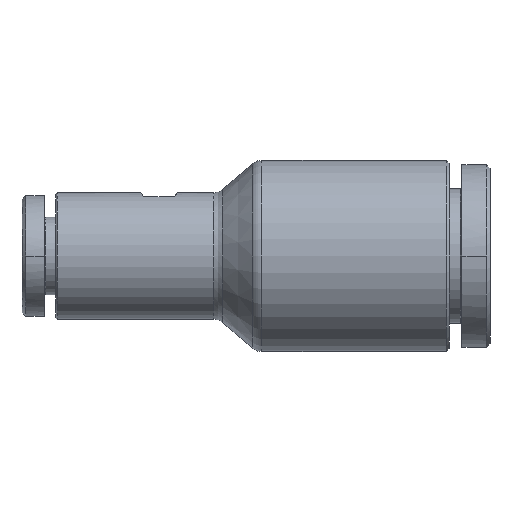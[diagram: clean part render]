
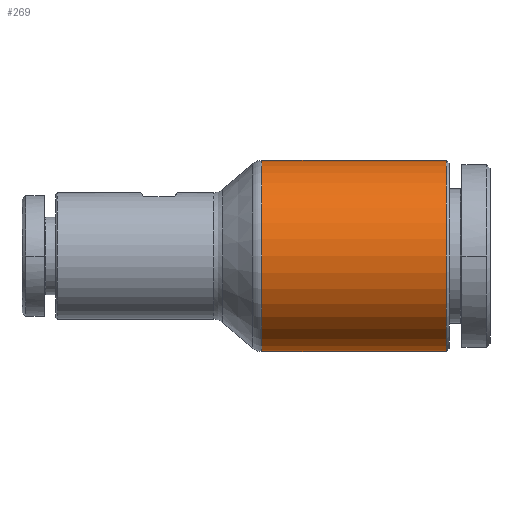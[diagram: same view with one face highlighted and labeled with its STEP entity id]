
A CAD part, front view. The second image highlights one B-rep face of the part: STEP entity #269.
In plain terms, the highlighted cylindrical face has radius 6.8 mm (diameter 13.6 mm), a partial arc.
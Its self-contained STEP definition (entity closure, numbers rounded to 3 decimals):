
#228=CARTESIAN_POINT('',(0.7,0.,0.));
#229=DIRECTION('',(1.0,0.,0.));
#230=DIRECTION('',(0.0,0.0,1.0));
#231=AXIS2_PLACEMENT_3D('',#228,#229,#230);
#232=CYLINDRICAL_SURFACE('',#231,6.8);
#233=CARTESIAN_POINT('',(-4.932,0.,6.8));
#234=VERTEX_POINT('',#233);
#235=CARTESIAN_POINT('',(8.2,0.,6.8));
#236=VERTEX_POINT('',#235);
#237=CARTESIAN_POINT('',(-4.932,0.,6.8));
#238=DIRECTION('',(1.0,0.0,0.0));
#239=VECTOR('',#238,13.132);
#240=LINE('',#237,#239);
#241=EDGE_CURVE('',#234,#236,#240,.T.);
#242=ORIENTED_EDGE('',*,*,#241,.F.);
#243=CARTESIAN_POINT('',(-4.932,0.,-6.8));
#244=VERTEX_POINT('',#243);
#245=CARTESIAN_POINT('',(-4.932,0.,0.));
#246=DIRECTION('',(-1.0,0.0,0.0));
#247=DIRECTION('',(0.0,0.0,-1.0));
#248=AXIS2_PLACEMENT_3D('',#245,#246,#247);
#249=CIRCLE('',#248,6.8);
#250=EDGE_CURVE('',#244,#234,#249,.T.);
#251=ORIENTED_EDGE('',*,*,#250,.F.);
#252=CARTESIAN_POINT('',(8.2,0.,-6.8));
#253=VERTEX_POINT('',#252);
#254=CARTESIAN_POINT('',(8.2,0.,-6.8));
#255=DIRECTION('',(-1.0,0.0,0.0));
#256=VECTOR('',#255,13.132);
#257=LINE('',#254,#256);
#258=EDGE_CURVE('',#253,#244,#257,.T.);
#259=ORIENTED_EDGE('',*,*,#258,.F.);
#260=CARTESIAN_POINT('',(8.2,0.,0.));
#261=DIRECTION('',(1.0,0.0,0.0));
#262=DIRECTION('',(0.0,0.0,1.0));
#263=AXIS2_PLACEMENT_3D('',#260,#261,#262);
#264=CIRCLE('',#263,6.8);
#265=EDGE_CURVE('',#236,#253,#264,.T.);
#266=ORIENTED_EDGE('',*,*,#265,.F.);
#267=EDGE_LOOP('',(#242,#251,#259,#266));
#268=FACE_OUTER_BOUND('',#267,.T.);
#269=ADVANCED_FACE('',(#268),#232,.T.);
